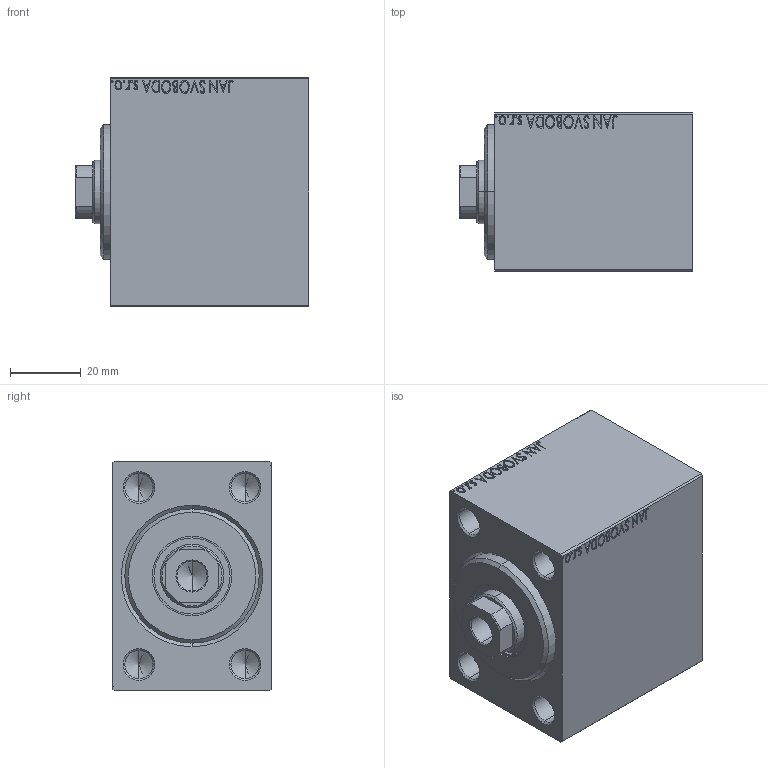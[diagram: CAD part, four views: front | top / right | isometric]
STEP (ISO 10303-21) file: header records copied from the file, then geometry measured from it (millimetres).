
FILE_DESCRIPTION (( 'STEP AP203' ), '1' );
FILE_NAME ('b357.STEP', '2021-11-02T02:47:22', ( '' ), ( '' ), 'SwSTEP 2.0', 'SolidWorks 2019', '' );
FILE_SCHEMA (( 'CONFIG_CONTROL_DESIGN' ));
Length unit declared in the file: millimetre
Products named in the file (4): b357; V450CM_VC_B d26fb1e863fae5fffd44a4a839aed3be; V450CM_B_VCP d26fb1e863fae5fffd44a4a839aed3be; V450CM_B d26fb1e863fae5fffd44a4a839aed3be
Assembly tree (3 placements, depth 2):
  b357
    V450CM_B d26fb1e863fae5fffd44a4a839aed3be
    V450CM_B_VCP d26fb1e863fae5fffd44a4a839aed3be
    V450CM_VC_B d26fb1e863fae5fffd44a4a839aed3be
Bounding box: 66 x 45 x 65 mm (x, y, z)
Volume: 151566.1 mm3; surface area: 39282.5 mm2
Topology: 3 solids, 3 shells, 891 faces, 2282 edges, 1493 vertices
Faces by surface type: plane 405, bspline 380, cylinder 60, cone 46
Entity records: 44782 total; most frequent: CARTESIAN_POINT 25364, ORIENTED_EDGE 4528, DIRECTION 2662, EDGE_CURVE 2264, VERTEX_POINT 1493, LINE 1340, VECTOR 1340, EDGE_LOOP 1009
